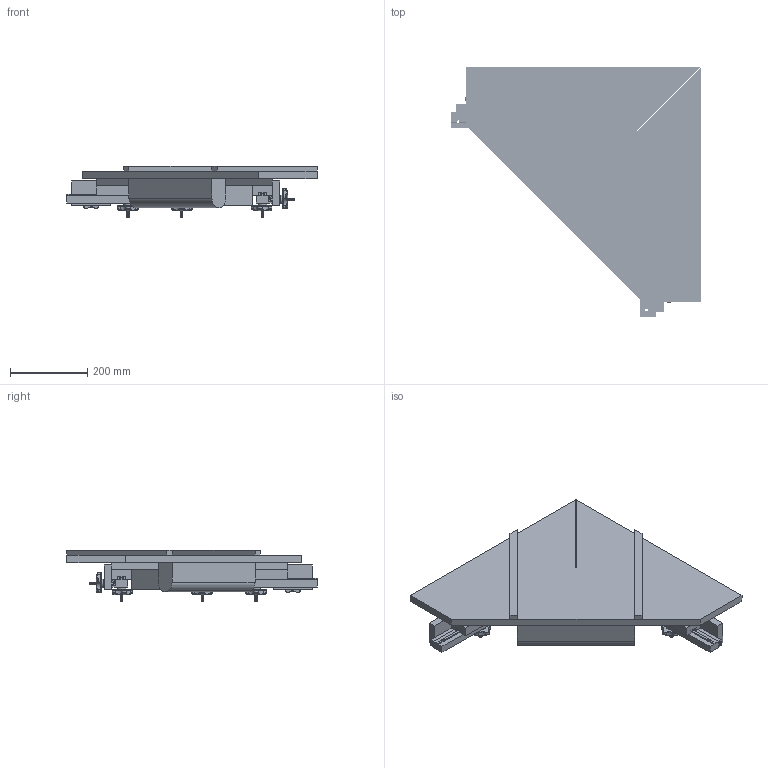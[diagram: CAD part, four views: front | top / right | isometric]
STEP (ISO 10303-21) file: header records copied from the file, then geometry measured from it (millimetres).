
FILE_DESCRIPTION(/* description */ (''),/* implementation_level */ '2;1');
FILE_NAME(/* name */ 'miter_sled.stp',/* time_stamp */ '2019-04-15T17:13:11-04:00',/* author */ ('Mark'),/* organization */ (''),/* preprocessor_version */ 'ST-DEVELOPER v16.1',/* originating_system */ 'Autodesk Inventor 2016',/* authorisation */ '');
FILE_SCHEMA (('AUTOMOTIVE_DESIGN { 1 0 10303 214 3 1 1 }'));
Length unit declared in the file: inch
Products named in the file (18): base; Runner_angle; Runner_angle_1; upper_base; fence; fence2; pushblock; T_Track; T_Track2; T_Track_block; T_Track_no_chamfer; knob; bolt; holding_fixture; stopblock; stopblock_assy; safety_block; base_runners2d
Assembly tree (23 placements, depth 3):
  base_runners2d
    base
    Runner_angle
    Runner_angle_1
    upper_base
    fence
    fence2
    pushblock
    T_Track
    T_Track2
    holding_fixture  x2
      T_Track_block
      T_Track_no_chamfer
      knob
      bolt
    stopblock_assy  x2
      stopblock
      bolt
      knob
    safety_block
Bounding box: 649.88 x 649.88 x 133.34 mm (x, y, z)
Volume: 10933883.3 mm3; surface area: 1505144.8 mm2
Topology: 35 solids, 35 shells, 1036 faces, 2706 edges, 1736 vertices
Faces by surface type: cylinder 449, plane 341, cone 102, bspline 78, torus 66
Full cylindrical faces by diameter (mm): 5.387 x30, 6 x234, 6.35 x40, 7.62 x12, 22.225 x6
Entity records: 16238 total; most frequent: CARTESIAN_POINT 9847, DIRECTION 1242, ORIENTED_EDGE 1214, EDGE_CURVE 607, LINE 432, VECTOR 432, VERTEX_POINT 408, AXIS2_PLACEMENT_3D 405
